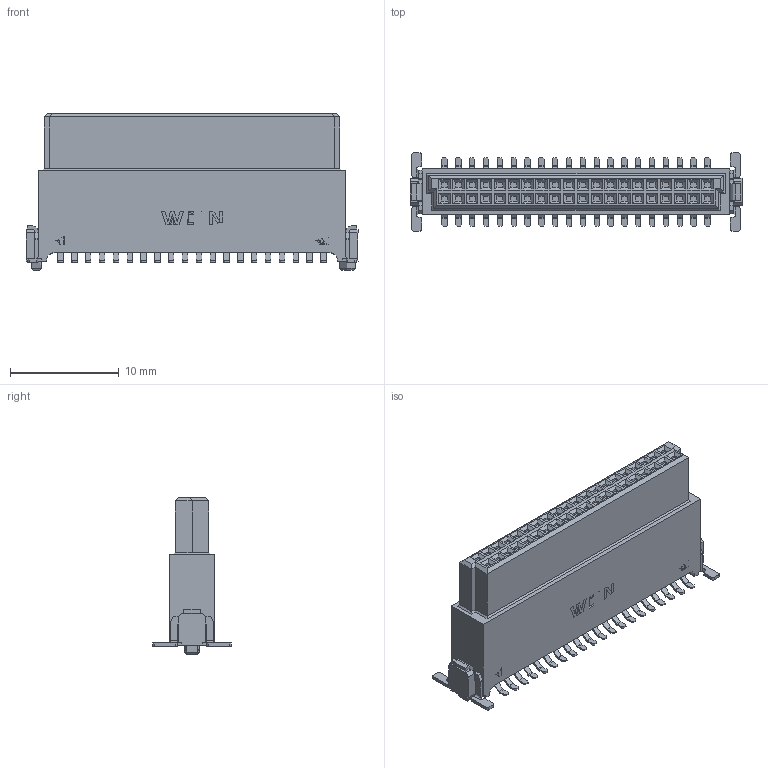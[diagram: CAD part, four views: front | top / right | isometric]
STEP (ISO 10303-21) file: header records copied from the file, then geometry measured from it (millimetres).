
FILE_DESCRIPTION( ('This file contains a STEP AP42 implementation' ,'as created by ZW3D STEP Interface translator.') ,'2;1' );
FILE_NAME( '3910-S040-136MS1WR1W.stp' ,'23 5 4.152322', (''), ('ZWCAD Software Co.'), 'Version 1.0', 'ZW3D to STEP translator', '' );
FILE_SCHEMA(('AUTOMOTIVE_DESIGN { 1 0 10303 214 1 1 1 1 }'));
Length unit declared in the file: millimetre
Products named in the file (2): 0; 3910-S040-136MS1WR1W
Bounding box: 30.48 x 7.2 x 14.4 mm (x, y, z)
Volume: 1301.4 mm3
Topology: 2 solids, 3 shells, 1804 faces, 4762 edges, 3061 vertices
Faces by surface type: plane 1348, cylinder 417, bspline 38, cone 1
Full cylindrical faces by diameter (mm): 1.45 x1
Entity records: 58755 total; most frequent: CARTESIAN_POINT 13914, ORIENTED_EDGE 9528, DIRECTION 7817, EDGE_CURVE 4764, VECTOR 3493, LINE 3493, VERTEX_POINT 3061, AXIS2_PLACEMENT_3D 2162
